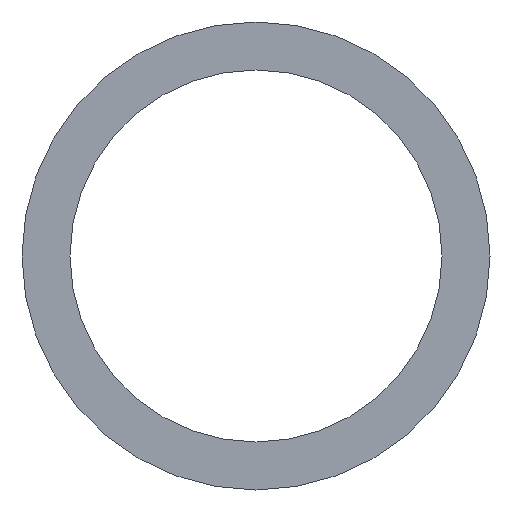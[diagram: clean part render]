
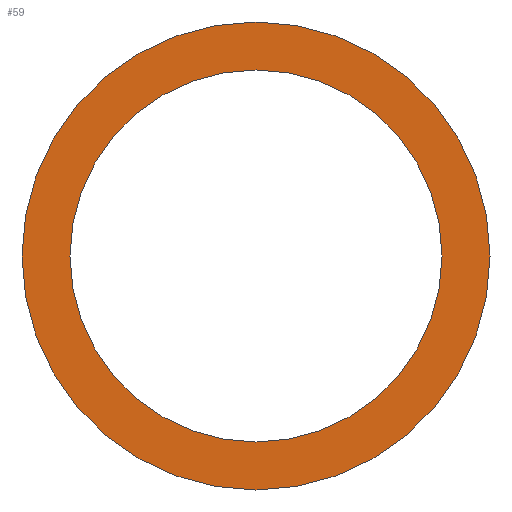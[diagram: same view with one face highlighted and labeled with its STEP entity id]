
A CAD part, left-side view. The second image highlights one B-rep face of the part: STEP entity #59.
In plain terms, the highlighted planar face has unit normal (-1, 0, 0).
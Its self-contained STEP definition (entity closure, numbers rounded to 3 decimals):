
#3 = AXIS2_PLACEMENT_3D ( 'NONE', #27, #28, #7 ) ;
#7 = DIRECTION ( 'NONE',  ( 0., 0., 1. ) ) ;
#10 = DIRECTION ( 'NONE',  ( 0., 0., 1. ) ) ;
#11 = DIRECTION ( 'NONE',  ( -1., 0., 0. ) ) ;
#18 = CARTESIAN_POINT ( 'NONE',  ( -1., 0., 0. ) ) ;
#20 = DIRECTION ( 'NONE',  ( 0., 0., 1. ) ) ;
#21 = DIRECTION ( 'NONE',  ( -1., 0., 0. ) ) ;
#22 = CARTESIAN_POINT ( 'NONE',  ( -1., 0., 0. ) ) ;
#27 = CARTESIAN_POINT ( 'NONE',  ( -1., 0., 0. ) ) ;
#28 = DIRECTION ( 'NONE',  ( -1., 0., 0. ) ) ;
#30 = DIRECTION ( 'NONE',  ( -1., 0., 0. ) ) ;
#31 = DIRECTION ( 'NONE',  ( 0., 0., 1. ) ) ;
#36 = CARTESIAN_POINT ( 'NONE',  ( -1., 0., 0. ) ) ;
#40 = EDGE_LOOP ( 'NONE', ( #168, #169 ) ) ;
#44 = EDGE_CURVE ( 'NONE', #149, #148, #181, .T. ) ;
#46 = EDGE_CURVE ( 'NONE', #153, #150, #180, .T. ) ;
#47 = EDGE_CURVE ( 'NONE', #148, #149, #182, .T. ) ;
#52 = EDGE_CURVE ( 'NONE', #150, #153, #190, .T. ) ;
#59 = ADVANCED_FACE ( 'NONE', ( #197, #204 ), #71, .F. ) ;
#67 = CARTESIAN_POINT ( 'NONE',  ( -1., 31.7, 0. ) ) ;
#71 = PLANE ( 'NONE',  #122 ) ;
#73 = DIRECTION ( 'NONE',  ( 1., 0., 0. ) ) ;
#74 = DIRECTION ( 'NONE',  ( 0., 0., -1. ) ) ;
#81 = CARTESIAN_POINT ( 'NONE',  ( -1., 0., -31.7 ) ) ;
#82 = CARTESIAN_POINT ( 'NONE',  ( -1., 0., 31.7 ) ) ;
#83 = CARTESIAN_POINT ( 'NONE',  ( -1., 0., 25.2 ) ) ;
#86 = CARTESIAN_POINT ( 'NONE',  ( -1., 0., -25.2 ) ) ;
#112 = AXIS2_PLACEMENT_3D ( 'NONE', #18, #11, #10 ) ;
#115 = AXIS2_PLACEMENT_3D ( 'NONE', #36, #30, #31 ) ;
#122 = AXIS2_PLACEMENT_3D ( 'NONE', #67, #73, #74 ) ;
#147 = EDGE_LOOP ( 'NONE', ( #170, #171 ) ) ;
#148 = VERTEX_POINT ( 'NONE', #81 ) ;
#149 = VERTEX_POINT ( 'NONE', #82 ) ;
#150 = VERTEX_POINT ( 'NONE', #83 ) ;
#153 = VERTEX_POINT ( 'NONE', #86 ) ;
#168 = ORIENTED_EDGE ( 'NONE', *, *, #52, .F. ) ;
#169 = ORIENTED_EDGE ( 'NONE', *, *, #46, .F. ) ;
#170 = ORIENTED_EDGE ( 'NONE', *, *, #44, .T. ) ;
#171 = ORIENTED_EDGE ( 'NONE', *, *, #47, .T. ) ;
#180 = CIRCLE ( 'NONE', #248, 25.2 ) ;
#181 = CIRCLE ( 'NONE', #3, 31.7 ) ;
#182 = CIRCLE ( 'NONE', #112, 31.7 ) ;
#190 = CIRCLE ( 'NONE', #115, 25.2 ) ;
#197 = FACE_BOUND ( 'NONE', #40, .T. ) ;
#204 = FACE_OUTER_BOUND ( 'NONE', #147, .T. ) ;
#248 = AXIS2_PLACEMENT_3D ( 'NONE', #22, #21, #20 ) ;
